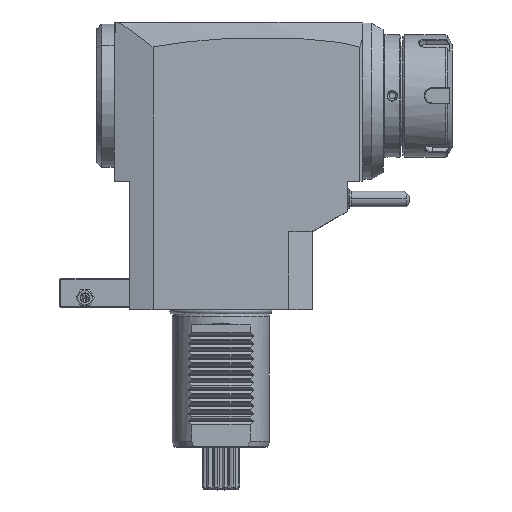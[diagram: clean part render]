
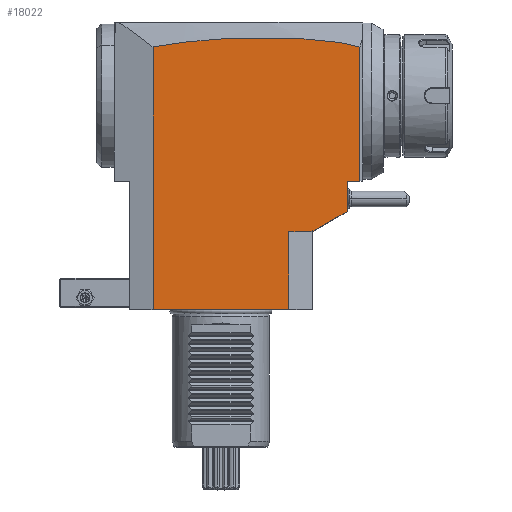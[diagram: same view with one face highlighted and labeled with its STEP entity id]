
A CAD part, top view. The second image highlights one B-rep face of the part: STEP entity #18022.
In plain terms, the highlighted planar face has unit normal (0, 0, 1).
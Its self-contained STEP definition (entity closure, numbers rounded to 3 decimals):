
#9=DIRECTION('',(-1.,0.,0.));
#10=VECTOR('',#9,70.);
#11=CARTESIAN_POINT('',(35.,0.,44.));
#12=LINE('',#11,#10);
#4742=DIRECTION('',(1.,0.,0.));
#4743=VECTOR('',#4742,11.);
#4744=CARTESIAN_POINT('',(35.,40.,44.));
#4745=LINE('',#4744,#4743);
#4758=DIRECTION('',(0.,1.,0.));
#4759=VECTOR('',#4758,40.);
#4760=CARTESIAN_POINT('',(35.,0.,44.));
#4761=LINE('',#4760,#4759);
#4790=DIRECTION('',(0.,-1.,0.));
#4791=VECTOR('',#4790,15.608);
#4792=CARTESIAN_POINT('',(65.,66.,44.));
#4793=LINE('',#4792,#4791);
#4794=DIRECTION('',(-0.866,-0.5,0.));
#4795=VECTOR('',#4794,20.785);
#4796=CARTESIAN_POINT('',(65.,50.392,44.));
#4797=LINE('',#4796,#4795);
#4798=DIRECTION('',(0.,1.,0.));
#4799=VECTOR('',#4798,0.577);
#4800=CARTESIAN_POINT('',(47.,40.,44.));
#4801=LINE('',#4800,#4799);
#4802=DIRECTION('',(0.866,0.5,0.));
#4803=VECTOR('',#4802,1.155);
#4804=CARTESIAN_POINT('',(46.,40.,44.));
#4805=LINE('',#4804,#4803);
#4806=DIRECTION('',(0.,1.,0.));
#4807=VECTOR('',#4806,135.17);
#4808=CARTESIAN_POINT('',(-35.,0.,44.));
#4809=LINE('',#4808,#4807);
#4810=CARTESIAN_POINT('',(71.5,135.054,44.));
#4811=CARTESIAN_POINT('',(71.181,135.166,44.));
#4812=CARTESIAN_POINT('',(70.511,135.389,44.));
#4813=CARTESIAN_POINT('',(69.399,135.724,44.));
#4814=CARTESIAN_POINT('',(68.214,136.046,44.));
#4815=CARTESIAN_POINT('',(66.975,136.353,44.));
#4816=CARTESIAN_POINT('',(65.712,136.639,44.));
#4817=CARTESIAN_POINT('',(64.378,136.917,44.));
#4818=CARTESIAN_POINT('',(62.914,137.196,44.));
#4819=CARTESIAN_POINT('',(61.265,137.484,44.));
#4820=CARTESIAN_POINT('',(59.376,137.782,44.));
#4821=CARTESIAN_POINT('',(57.236,138.085,44.));
#4822=CARTESIAN_POINT('',(54.833,138.386,44.));
#4823=CARTESIAN_POINT('',(52.134,138.684,44.));
#4824=CARTESIAN_POINT('',(49.058,138.975,44.));
#4825=CARTESIAN_POINT('',(45.532,139.255,44.));
#4826=CARTESIAN_POINT('',(41.554,139.509,44.));
#4827=CARTESIAN_POINT('',(37.127,139.723,44.));
#4828=CARTESIAN_POINT('',(32.428,139.878,44.));
#4829=CARTESIAN_POINT('',(27.576,139.968,44.));
#4830=CARTESIAN_POINT('',(22.568,139.991,44.));
#4831=CARTESIAN_POINT('',(17.445,139.945,44.));
#4832=CARTESIAN_POINT('',(12.283,139.829,44.));
#4833=CARTESIAN_POINT('',(7.109,139.646,44.));
#4834=CARTESIAN_POINT('',(1.896,139.391,44.));
#4835=CARTESIAN_POINT('',(-3.255,139.069,44.));
#4836=CARTESIAN_POINT('',(-8.113,138.697,44.));
#4837=CARTESIAN_POINT('',(-12.525,138.3,44.));
#4838=CARTESIAN_POINT('',(-16.623,137.879,44.));
#4839=CARTESIAN_POINT('',(-20.509,137.427,44.));
#4840=CARTESIAN_POINT('',(-24.293,136.933,44.));
#4841=CARTESIAN_POINT('',(-27.974,136.396,44.));
#4842=CARTESIAN_POINT('',(-31.55,135.813,44.));
#4843=CARTESIAN_POINT('',(-33.862,135.39,44.));
#4844=CARTESIAN_POINT('',(-35.,135.17,44.));
#4846=DIRECTION('',(0.,-1.,0.));
#4847=VECTOR('',#4846,69.054);
#4848=CARTESIAN_POINT('',(71.5,135.054,44.));
#4849=LINE('',#4848,#4847);
#4850=DIRECTION('',(1.,0.,0.));
#4851=VECTOR('',#4850,6.5);
#4852=CARTESIAN_POINT('',(65.,66.,44.));
#4853=LINE('',#4852,#4851);
#13186=VERTEX_POINT('',#4810);
#13187=VERTEX_POINT('',#4844);
#13199=CARTESIAN_POINT('',(71.5,66.,44.));
#13200=VERTEX_POINT('',#13199);
#13219=CARTESIAN_POINT('',(35.,40.,44.));
#13220=CARTESIAN_POINT('',(46.,40.,44.));
#13221=VERTEX_POINT('',#13219);
#13222=VERTEX_POINT('',#13220);
#13555=CARTESIAN_POINT('',(35.,0.,44.));
#13556=CARTESIAN_POINT('',(-35.,0.,44.));
#13557=VERTEX_POINT('',#13555);
#13558=VERTEX_POINT('',#13556);
#13569=CARTESIAN_POINT('',(65.,50.392,44.));
#13570=CARTESIAN_POINT('',(47.,40.,44.));
#13571=VERTEX_POINT('',#13569);
#13572=VERTEX_POINT('',#13570);
#13737=CARTESIAN_POINT('',(47.,40.577,44.));
#13739=VERTEX_POINT('',#13737);
#13807=CARTESIAN_POINT('',(65.,66.,44.));
#13808=VERTEX_POINT('',#13807);
#18000=CARTESIAN_POINT('',(-53.475,40.,44.));
#18001=DIRECTION('',(0.,0.,1.));
#18002=DIRECTION('',(1.,0.,0.));
#18003=AXIS2_PLACEMENT_3D('',#18000,#18001,#18002);
#18004=PLANE('',#18003);
#18006=ORIENTED_EDGE('',*,*,#18005,.F.);
#18008=ORIENTED_EDGE('',*,*,#18007,.T.);
#18009=ORIENTED_EDGE('',*,*,#17920,.T.);
#18011=ORIENTED_EDGE('',*,*,#18010,.T.);
#18013=ORIENTED_EDGE('',*,*,#18012,.F.);
#18014=ORIENTED_EDGE('',*,*,#17940,.F.);
#18015=ORIENTED_EDGE('',*,*,#17957,.F.);
#18016=ORIENTED_EDGE('',*,*,#13826,.T.);
#18017=ORIENTED_EDGE('',*,*,#13986,.T.);
#18018=ORIENTED_EDGE('',*,*,#14446,.F.);
#18019=ORIENTED_EDGE('',*,*,#14463,.T.);
#18020=EDGE_LOOP('',(#18006,#18008,#18009,#18011,#18013,#18014,#18015,#18016,
#18017,#18018,#18019));
#18021=FACE_OUTER_BOUND('',#18020,.F.);
#4845=B_SPLINE_CURVE_WITH_KNOTS('',3,(#4810,#4811,#4812,#4813,#4814,#4815,#4816,
#4817,#4818,#4819,#4820,#4821,#4822,#4823,#4824,#4825,#4826,#4827,#4828,#4829,
#4830,#4831,#4832,#4833,#4834,#4835,#4836,#4837,#4838,#4839,#4840,#4841,#4842,
#4843,#4844),.UNSPECIFIED.,.F.,.F.,(4,1,1,1,1,1,1,1,1,1,1,1,1,1,1,1,1,1,1,1,1,1,
1,1,1,1,1,1,1,1,1,1,4),(0.,0.031,0.063,0.094,0.125,0.156,
0.188,0.219,0.25,0.281,0.313,0.344,0.375,0.406,
0.438,0.469,0.5,0.531,0.563,0.594,0.625,0.656,
0.688,0.719,0.75,0.781,0.813,0.844,0.875,0.906,
0.938,0.969,1.),.UNSPECIFIED.);
#13826=EDGE_CURVE('',#13557,#13558,#12,.T.);
#13986=EDGE_CURVE('',#13558,#13187,#4809,.T.);
#14446=EDGE_CURVE('',#13186,#13187,#4845,.T.);
#14463=EDGE_CURVE('',#13186,#13200,#4849,.T.);
#17920=EDGE_CURVE('',#13571,#13572,#4797,.T.);
#17940=EDGE_CURVE('',#13221,#13222,#4745,.T.);
#17957=EDGE_CURVE('',#13557,#13221,#4761,.T.);
#18005=EDGE_CURVE('',#13808,#13200,#4853,.T.);
#18007=EDGE_CURVE('',#13808,#13571,#4793,.T.);
#18010=EDGE_CURVE('',#13572,#13739,#4801,.T.);
#18012=EDGE_CURVE('',#13222,#13739,#4805,.T.);
#18022=ADVANCED_FACE('',(#18021),#18004,.T.);
